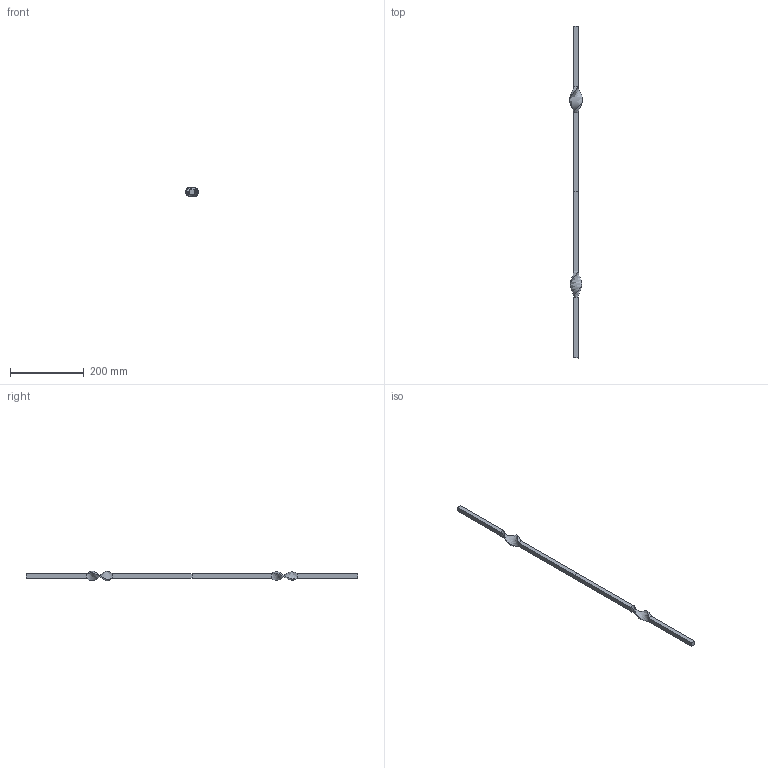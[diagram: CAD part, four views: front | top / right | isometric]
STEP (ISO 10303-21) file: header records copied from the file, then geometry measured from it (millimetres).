
FILE_DESCRIPTION (( 'STEP AP203' ), '1' );
FILE_NAME ('1103.STEP', '2021-02-01T15:55:46', ( '' ), ( '' ), 'SwSTEP 2.0', 'SolidWorks 2018', '' );
FILE_SCHEMA (( 'CONFIG_CONTROL_DESIGN' ));
Length unit declared in the file: millimetre
Products named in the file (2): 1103
Bounding box: 35.15 x 900 x 25.65 mm (x, y, z)
Volume: 131365.2 mm3; surface area: 46462 mm2
Topology: 1 solids, 1 shells, 223 faces, 592 edges, 388 vertices
Faces by surface type: plane 124, bspline 99
Entity records: 13039 total; most frequent: CARTESIAN_POINT 8028, ORIENTED_EDGE 1184, DIRECTION 650, EDGE_CURVE 592, LINE 398, VECTOR 398, VERTEX_POINT 388, EDGE_LOOP 240
